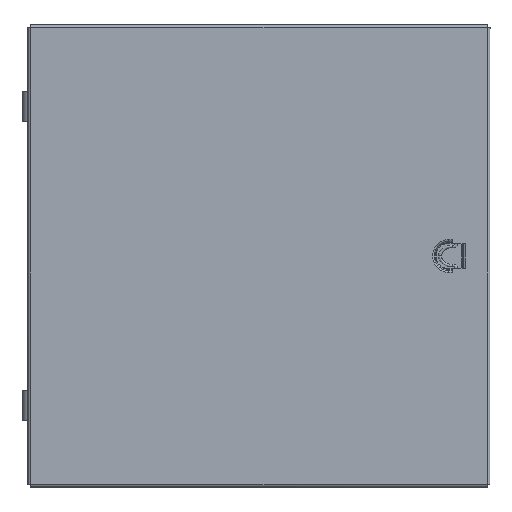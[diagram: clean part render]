
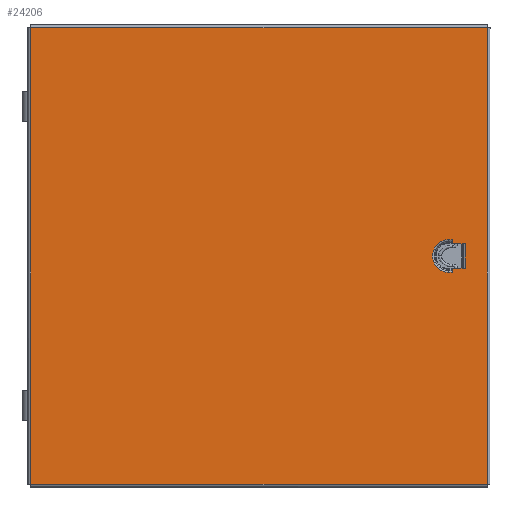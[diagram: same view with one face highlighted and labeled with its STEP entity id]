
A CAD part, top view. The second image highlights one B-rep face of the part: STEP entity #24206.
In plain terms, the highlighted planar face has unit normal (0, 0, 1).
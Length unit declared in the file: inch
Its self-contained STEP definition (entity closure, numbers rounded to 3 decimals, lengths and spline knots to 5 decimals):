
#2601=LINE($,#39962,#4981);
#2605=LINE($,#39973,#4985);
#2606=LINE($,#39982,#4986);
#2609=LINE($,#39988,#4989);
#2610=LINE($,#39990,#4990);
#2612=LINE($,#39994,#4992);
#2616=LINE($,#40000,#4996);
#2624=LINE($,#40027,#5004);
#2639=LINE($,#40126,#5019);
#2653=LINE($,#40224,#5033);
#2667=LINE($,#40321,#5047);
#4981=VECTOR($,#31901,0.8125);
#4985=VECTOR($,#31911,0.115);
#4986=VECTOR($,#31924,0.115);
#4989=VECTOR($,#31929,0.14171);
#4990=VECTOR($,#31932,0.43296);
#4992=VECTOR($,#31936,0.14171);
#4996=VECTOR($,#31942,0.43296);
#5004=VECTOR($,#31958,15.25);
#5019=VECTOR($,#31987,15.25);
#5033=VECTOR($,#32015,15.25);
#5047=VECTOR($,#32043,15.25);
#5956=PLANE($,#26039);
#6585=FACE_BOUND($,#9367,.T.);
#6586=FACE_BOUND($,#9368,.T.);
#9367=EDGE_LOOP($,(#21526,#21527,#21528,#21529,#21530,#21531,#21532,#21533));
#9368=EDGE_LOOP($,(#21534,#21535,#21536,#21537));
#9914=CIRCLE($,#26001,0.54796);
#11833=VERTEX_POINT($,#39955);
#11836=VERTEX_POINT($,#39960);
#11839=VERTEX_POINT($,#39970);
#11840=VERTEX_POINT($,#39972);
#11841=VERTEX_POINT($,#39976);
#11842=VERTEX_POINT($,#39980);
#11844=VERTEX_POINT($,#39986);
#11845=VERTEX_POINT($,#39993);
#11853=VERTEX_POINT($,#40018);
#11854=VERTEX_POINT($,#40026);
#11863=VERTEX_POINT($,#40118);
#11872=VERTEX_POINT($,#40216);
#14881=EDGE_CURVE($,#11836,#11833,#2601,.T.);
#14886=EDGE_CURVE($,#11839,#11840,#2605,.T.);
#14889=EDGE_CURVE($,#11841,#11839,#9914,.T.);
#14891=EDGE_CURVE($,#11842,#11841,#2606,.T.);
#14894=EDGE_CURVE($,#11842,#11844,#2609,.T.);
#14895=EDGE_CURVE($,#11833,#11844,#2610,.T.);
#14897=EDGE_CURVE($,#11840,#11845,#2612,.T.);
#14901=EDGE_CURVE($,#11836,#11845,#2616,.T.);
#14910=EDGE_CURVE($,#11853,#11854,#2624,.T.);
#14929=EDGE_CURVE($,#11863,#11853,#2639,.T.);
#14947=EDGE_CURVE($,#11872,#11863,#2653,.T.);
#14965=EDGE_CURVE($,#11854,#11872,#2667,.T.);
#21526=ORIENTED_EDGE($,*,*,#14901,.T.);
#21527=ORIENTED_EDGE($,*,*,#14897,.F.);
#21528=ORIENTED_EDGE($,*,*,#14886,.F.);
#21529=ORIENTED_EDGE($,*,*,#14889,.F.);
#21530=ORIENTED_EDGE($,*,*,#14891,.F.);
#21531=ORIENTED_EDGE($,*,*,#14894,.T.);
#21532=ORIENTED_EDGE($,*,*,#14895,.F.);
#21533=ORIENTED_EDGE($,*,*,#14881,.F.);
#21534=ORIENTED_EDGE($,*,*,#14947,.F.);
#21535=ORIENTED_EDGE($,*,*,#14965,.F.);
#21536=ORIENTED_EDGE($,*,*,#14910,.F.);
#21537=ORIENTED_EDGE($,*,*,#14929,.F.);
#24206=ADVANCED_FACE($,(#6585,#6586),#5956,.T.);
#26001=AXIS2_PLACEMENT_3D($,#39978,#31918,#31919);
#26039=AXIS2_PLACEMENT_3D($,#40406,#32067,#32068);
#31901=DIRECTION($,(0.,1.,0.));
#31911=DIRECTION($,(1.,0.,0.));
#31918=DIRECTION('center_axis',(0.,0.,1.));
#31919=DIRECTION('ref_axis',(-1.,0.,0.));
#31924=DIRECTION($,(-1.,0.,0.));
#31929=DIRECTION($,(0.,-1.,0.));
#31932=DIRECTION($,(-1.,0.,0.));
#31936=DIRECTION($,(0.,1.,0.));
#31942=DIRECTION($,(-1.,0.,0.));
#31958=DIRECTION($,(0.,1.,0.));
#31987=DIRECTION($,(-1.,0.,0.));
#32015=DIRECTION($,(0.,-1.,0.));
#32043=DIRECTION($,(1.,0.,0.));
#32067=DIRECTION('center_axis',(0.,0.,1.));
#32068=DIRECTION('ref_axis',(1.,0.,0.));
#39955=CARTESIAN_POINT('',(6.89121,0.40625,0.062));
#39960=CARTESIAN_POINT('',(6.89121,-0.40625,0.062));
#39962=CARTESIAN_POINT($,(6.89121,-0.25,0.062));
#39970=CARTESIAN_POINT('',(6.34325,-0.54796,0.062));
#39972=CARTESIAN_POINT('',(6.45825,-0.54796,0.062));
#39973=CARTESIAN_POINT($,(3.17163,-0.54796,0.062));
#39976=CARTESIAN_POINT('',(6.34325,0.54796,0.062));
#39978=CARTESIAN_POINT('Origin',(6.34325,0.,0.062));
#39980=CARTESIAN_POINT('',(6.45825,0.54796,0.062));
#39982=CARTESIAN_POINT($,(3.42163,0.54796,0.062));
#39986=CARTESIAN_POINT('',(6.45825,0.40625,0.062));
#39988=CARTESIAN_POINT($,(6.45825,0.5,0.062));
#39990=CARTESIAN_POINT($,(3.42163,0.40625,0.062));
#39993=CARTESIAN_POINT('',(6.45825,-0.40625,0.062));
#39994=CARTESIAN_POINT($,(6.45825,-0.25,0.062));
#40000=CARTESIAN_POINT($,(6.84325,-0.40625,0.062));
#40018=CARTESIAN_POINT('',(-7.625,-7.625,0.062));
#40026=CARTESIAN_POINT('',(-7.625,7.625,0.062));
#40027=CARTESIAN_POINT($,(-7.625,-7.625,0.062));
#40118=CARTESIAN_POINT('',(7.625,-7.625,0.062));
#40126=CARTESIAN_POINT($,(7.625,-7.625,0.062));
#40216=CARTESIAN_POINT('',(7.625,7.625,0.062));
#40224=CARTESIAN_POINT($,(7.625,7.625,0.062));
#40321=CARTESIAN_POINT($,(-7.625,7.625,0.062));
#40406=CARTESIAN_POINT('Origin',(0.,0.,
0.062));
